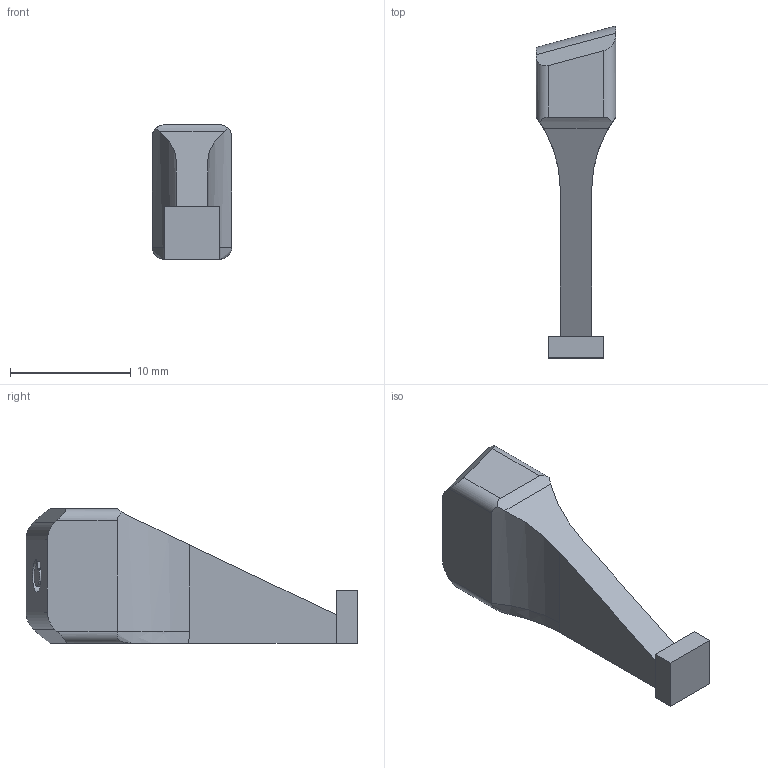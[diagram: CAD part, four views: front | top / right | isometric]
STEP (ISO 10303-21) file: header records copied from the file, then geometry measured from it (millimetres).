
FILE_DESCRIPTION(/* description */ ('KiCad electronic assembly'),/* implementation_level */ '2;1');
FILE_NAME(/* name */ '10x2 Aileron v15 reset button.step',/* time_stamp */ '2025-07-14T19:36:55-04:00',/* author */ (''),/* organization */ (''),/* preprocessor_version */ 'ST-DEVELOPER v20.1',/* originating_system */ 'Autodesk Translation Framework v14.10.0.0',/* authorisation */ '');
FILE_SCHEMA (('AUTOMOTIVE_DESIGN { 1 0 10303 214 3 1 1 }'));
Length unit declared in the file: millimetre
Products named in the file (1): capsule3_v3G_plate 1
Bounding box: 6.6 x 27.53 x 11.15 mm (x, y, z)
Volume: 894.5 mm3; surface area: 723 mm2
Topology: 1 solids, 1 shells, 41 faces, 114 edges, 76 vertices
Faces by surface type: plane 22, cylinder 17, bspline 2
Entity records: 1542 total; most frequent: CARTESIAN_POINT 448, ORIENTED_EDGE 228, DIRECTION 214, EDGE_CURVE 114, VERTEX_POINT 76, AXIS2_PLACEMENT_3D 72, LINE 70, VECTOR 70
